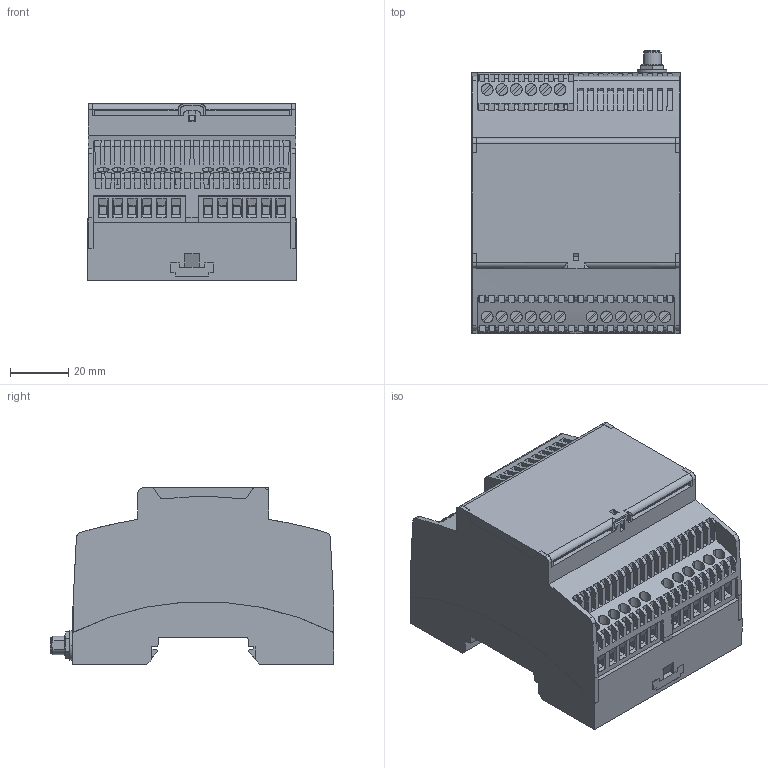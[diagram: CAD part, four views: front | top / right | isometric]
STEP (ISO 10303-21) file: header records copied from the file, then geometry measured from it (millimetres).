
FILE_DESCRIPTION(('Creo Elements/Direct Modeling STEP Export'),'2;1');
FILE_NAME('model.stp','2020-09-23T13:04:33',(''),(''),'Creo Elements/Direct Modeling STEP processor for AP214 (Solid Model)','Creo Elements/Direct Modeling 20.1A 29-Sep-2018 (C) Parametric Technology GmbH','');
FILE_SCHEMA(('AUTOMOTIVE_DESIGN { 1 0 10303 214 1 1 1 1 }'));
Products named in the file (2): TC_MOBILE_I_O_X200-select
Assembly tree (1 placements, depth 2):
  TC_MOBILE_I_O_X200-select
    TC_MOBILE_I_O_X200-select
Bounding box: 71.6 x 97.5 x 60.7 mm (x, y, z)
Volume: 305805.7 mm3; surface area: 38632.1 mm2
Topology: 1 solids, 1 shells, 1231 faces, 3232 edges, 2081 vertices
Faces by surface type: plane 1087, cylinder 140, cone 4
Entity records: 51843 total; most frequent: CARTESIAN_POINT 12844, ORIENTED_EDGE 6464, DIRECTION 5416, EDGE_CURVE 3232, VECTOR 2576, LINE 2576, VERTEX_POINT 2081, AXIS2_PLACEMENT_3D 1420
